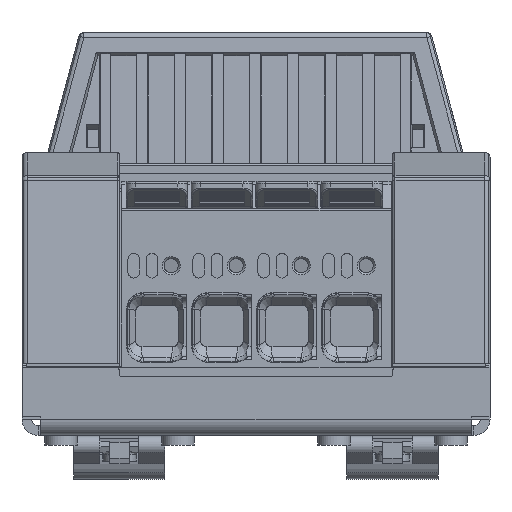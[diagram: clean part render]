
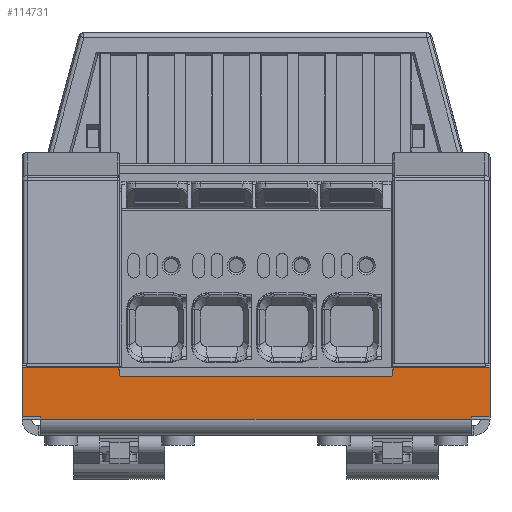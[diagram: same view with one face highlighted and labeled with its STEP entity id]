
A CAD part, front view. The second image highlights one B-rep face of the part: STEP entity #114731.
In plain terms, the highlighted planar face has unit normal (0, -1, 0).
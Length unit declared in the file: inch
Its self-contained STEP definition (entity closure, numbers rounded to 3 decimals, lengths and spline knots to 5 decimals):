
#1154 = CARTESIAN_POINT ( 'NONE',  ( 0.80906, -2.1378, -0.78742 ) ) ;
#2690 = DIRECTION ( 'NONE',  ( 1., 0., 0. ) ) ;
#6430 = ORIENTED_EDGE ( 'NONE', *, *, #47828, .T. ) ;
#7870 = CARTESIAN_POINT ( 'NONE',  ( -0.80906, -2.1378, -0.78742 ) ) ;
#8158 = AXIS2_PLACEMENT_3D ( 'NONE', #107244, #150346, #9814 ) ;
#8944 = EDGE_CURVE ( 'NONE', #11350, #153450, #65084, .T. ) ;
#8984 = CARTESIAN_POINT ( 'NONE',  ( 1.41732, -2.1378, -1.02856 ) ) ;
#9814 = DIRECTION ( 'NONE',  ( 1., 0., 0. ) ) ;
#10621 = CARTESIAN_POINT ( 'NONE',  ( 0.84843, -2.1378, -0.72836 ) ) ;
#11350 = VERTEX_POINT ( 'NONE', #21478 ) ;
#13366 = CIRCLE ( 'NONE', #190268, 0.01969 ) ;
#16270 = ORIENTED_EDGE ( 'NONE', *, *, #69753, .T. ) ;
#18967 = ORIENTED_EDGE ( 'NONE', *, *, #137225, .T. ) ;
#21202 = DIRECTION ( 'NONE',  ( 0., 0., 1. ) ) ;
#21478 = CARTESIAN_POINT ( 'NONE',  ( -0.82874, -2.1378, -0.74805 ) ) ;
#21512 = EDGE_CURVE ( 'NONE', #37511, #133037, #42146, .T. ) ;
#24066 = CARTESIAN_POINT ( 'NONE',  ( 1.30413, -2.1378, -1.02856 ) ) ;
#25910 = LINE ( 'NONE', #151039, #45447 ) ;
#26081 = VECTOR ( 'NONE', #201301, 39.37008 ) ;
#27373 = EDGE_CURVE ( 'NONE', #37511, #42729, #177163, .T. ) ;
#29070 = AXIS2_PLACEMENT_3D ( 'NONE', #136301, #164016, #151658 ) ;
#35189 = DIRECTION ( 'NONE',  ( 0., -1., 0. ) ) ;
#35362 = CARTESIAN_POINT ( 'NONE',  ( 1.41732, -2.1378, -1.04332 ) ) ;
#36089 = VERTEX_POINT ( 'NONE', #10621 ) ;
#37511 = VERTEX_POINT ( 'NONE', #58530 ) ;
#37776 = DIRECTION ( 'NONE',  ( 1., 0., 0. ) ) ;
#39930 = ORIENTED_EDGE ( 'NONE', *, *, #190255, .T. ) ;
#42146 = CIRCLE ( 'NONE', #91406, 0.01969 ) ;
#42729 = VERTEX_POINT ( 'NONE', #132822 ) ;
#43178 = EDGE_CURVE ( 'NONE', #11350, #179965, #125027, .T. ) ;
#43291 = LINE ( 'NONE', #156076, #26081 ) ;
#45447 = VECTOR ( 'NONE', #88486, 39.37008 ) ;
#45535 = CARTESIAN_POINT ( 'NONE',  ( 1.30413, -2.1378, -1.04332 ) ) ;
#47828 = EDGE_CURVE ( 'NONE', #197125, #58526, #43291, .T. ) ;
#48743 = CARTESIAN_POINT ( 'NONE',  ( -0.84843, -2.1378, -0.72836 ) ) ;
#49005 = ORIENTED_EDGE ( 'NONE', *, *, #94212, .T. ) ;
#51178 = DIRECTION ( 'NONE',  ( 1., 0., 0. ) ) ;
#51236 = VERTEX_POINT ( 'NONE', #160140 ) ;
#51497 = VECTOR ( 'NONE', #197604, 39.37008 ) ;
#53004 = CARTESIAN_POINT ( 'NONE',  ( 0.82874, -2.1378, -0.72836 ) ) ;
#53082 = DIRECTION ( 'NONE',  ( 1., 0., 0. ) ) ;
#54338 = DIRECTION ( 'NONE',  ( 0., 0., 1. ) ) ;
#56189 = DIRECTION ( 'NONE',  ( 1., 0., 0. ) ) ;
#58526 = VERTEX_POINT ( 'NONE', #24066 ) ;
#58530 = CARTESIAN_POINT ( 'NONE',  ( 0.82874, -2.1378, -0.76773 ) ) ;
#59224 = CARTESIAN_POINT ( 'NONE',  ( -1.41732, -2.1378, -0.72836 ) ) ;
#60930 = LINE ( 'NONE', #135859, #79299 ) ;
#61887 = ORIENTED_EDGE ( 'NONE', *, *, #176743, .T. ) ;
#63255 = CARTESIAN_POINT ( 'NONE',  ( -1.30413, -2.1378, -1.02856 ) ) ;
#65084 = CIRCLE ( 'NONE', #29070, 0.01969 ) ;
#67874 = EDGE_CURVE ( 'NONE', #153450, #185643, #130607, .T. ) ;
#69753 = EDGE_CURVE ( 'NONE', #170917, #197125, #94921, .T. ) ;
#70770 = CARTESIAN_POINT ( 'NONE',  ( -0.82874, -2.1378, -0.76773 ) ) ;
#72350 = CIRCLE ( 'NONE', #82172, 0.01969 ) ;
#76659 = ORIENTED_EDGE ( 'NONE', *, *, #144316, .T. ) ;
#77837 = DIRECTION ( 'NONE',  ( 0., 0., -1. ) ) ;
#78691 = VECTOR ( 'NONE', #2690, 39.37008 ) ;
#79299 = VECTOR ( 'NONE', #183030, 39.37008 ) ;
#79856 = CARTESIAN_POINT ( 'NONE',  ( -0.82874, -2.1378, -0.72836 ) ) ;
#82172 = AXIS2_PLACEMENT_3D ( 'NONE', #100369, #190725, #51178 ) ;
#87822 = CARTESIAN_POINT ( 'NONE',  ( -1.41732, -2.1378, -0.72836 ) ) ;
#87906 = VERTEX_POINT ( 'NONE', #198832 ) ;
#88139 = ORIENTED_EDGE ( 'NONE', *, *, #146500, .T. ) ;
#88473 = DIRECTION ( 'NONE',  ( -1., 0., 0. ) ) ;
#88486 = DIRECTION ( 'NONE',  ( -1., 0., 0. ) ) ;
#91406 = AXIS2_PLACEMENT_3D ( 'NONE', #146505, #160907, #37776 ) ;
#94212 = EDGE_CURVE ( 'NONE', #51236, #141149, #145650, .T. ) ;
#94921 = LINE ( 'NONE', #35362, #166451 ) ;
#95603 = ORIENTED_EDGE ( 'NONE', *, *, #21512, .T. ) ;
#96050 = CARTESIAN_POINT ( 'NONE',  ( 1.41732, -2.1378, -1.02856 ) ) ;
#100369 = CARTESIAN_POINT ( 'NONE',  ( -0.80906, -2.1378, -0.76773 ) ) ;
#101246 = ORIENTED_EDGE ( 'NONE', *, *, #67874, .T. ) ;
#103281 = LINE ( 'NONE', #196672, #201963 ) ;
#106186 = LINE ( 'NONE', #8984, #141773 ) ;
#107244 = CARTESIAN_POINT ( 'NONE',  ( 1.41732, -2.1378, -0.96458 ) ) ;
#114731 = ADVANCED_FACE ( 'NONE', ( #121617 ), #184198, .F. ) ;
#116909 = VECTOR ( 'NONE', #77837, 39.37008 ) ;
#121617 = FACE_OUTER_BOUND ( 'NONE', #134045, .T. ) ;
#125027 = LINE ( 'NONE', #79856, #116909 ) ;
#127934 = EDGE_CURVE ( 'NONE', #196583, #133037, #103281, .T. ) ;
#130607 = LINE ( 'NONE', #196225, #162798 ) ;
#130989 = ORIENTED_EDGE ( 'NONE', *, *, #27373, .F. ) ;
#132822 = CARTESIAN_POINT ( 'NONE',  ( 0.82874, -2.1378, -0.74805 ) ) ;
#133037 = VERTEX_POINT ( 'NONE', #1154 ) ;
#134045 = EDGE_LOOP ( 'NONE', ( #188020, #76659, #130989, #95603, #148293, #39930, #187282, #139762, #101246, #61887, #88139, #18967, #16270, #6430, #144086, #49005 ) ) ;
#135859 = CARTESIAN_POINT ( 'NONE',  ( -1.30413, -2.1378, -0.96458 ) ) ;
#136301 = CARTESIAN_POINT ( 'NONE',  ( -0.84843, -2.1378, -0.74805 ) ) ;
#137225 = EDGE_CURVE ( 'NONE', #180705, #170917, #60930, .T. ) ;
#139762 = ORIENTED_EDGE ( 'NONE', *, *, #8944, .T. ) ;
#141149 = VERTEX_POINT ( 'NONE', #154149 ) ;
#141773 = VECTOR ( 'NONE', #56189, 39.37008 ) ;
#141941 = DIRECTION ( 'NONE',  ( 1., 0., 0. ) ) ;
#144086 = ORIENTED_EDGE ( 'NONE', *, *, #187883, .T. ) ;
#144111 = DIRECTION ( 'NONE',  ( 1., 0., 0. ) ) ;
#144316 = EDGE_CURVE ( 'NONE', #36089, #42729, #13366, .T. ) ;
#145650 = LINE ( 'NONE', #194903, #169259 ) ;
#146500 = EDGE_CURVE ( 'NONE', #87906, #180705, #106186, .T. ) ;
#146505 = CARTESIAN_POINT ( 'NONE',  ( 0.80906, -2.1378, -0.76773 ) ) ;
#147294 = CARTESIAN_POINT ( 'NONE',  ( -1.30413, -2.1378, -1.04332 ) ) ;
#148293 = ORIENTED_EDGE ( 'NONE', *, *, #127934, .F. ) ;
#150346 = DIRECTION ( 'NONE',  ( 0., 1., 0. ) ) ;
#151039 = CARTESIAN_POINT ( 'NONE',  ( 1.41732, -2.1378, -0.72836 ) ) ;
#151658 = DIRECTION ( 'NONE',  ( 1., 0., 0. ) ) ;
#153450 = VERTEX_POINT ( 'NONE', #48743 ) ;
#154149 = CARTESIAN_POINT ( 'NONE',  ( 1.41732, -2.1378, -0.72836 ) ) ;
#154575 = LINE ( 'NONE', #96050, #78691 ) ;
#156076 = CARTESIAN_POINT ( 'NONE',  ( 1.30413, -2.1378, -0.96458 ) ) ;
#160140 = CARTESIAN_POINT ( 'NONE',  ( 1.41732, -2.1378, -1.02856 ) ) ;
#160907 = DIRECTION ( 'NONE',  ( 0., 1., 0. ) ) ;
#162798 = VECTOR ( 'NONE', #88473, 39.37008 ) ;
#164016 = DIRECTION ( 'NONE',  ( 0., -1., 0. ) ) ;
#166451 = VECTOR ( 'NONE', #144111, 39.37008 ) ;
#169259 = VECTOR ( 'NONE', #54338, 39.37008 ) ;
#170917 = VERTEX_POINT ( 'NONE', #147294 ) ;
#175759 = CARTESIAN_POINT ( 'NONE',  ( 0.84843, -2.1378, -0.74805 ) ) ;
#176743 = EDGE_CURVE ( 'NONE', #185643, #87906, #179161, .T. ) ;
#177163 = LINE ( 'NONE', #53004, #187827 ) ;
#179161 = LINE ( 'NONE', #87822, #51497 ) ;
#179965 = VERTEX_POINT ( 'NONE', #70770 ) ;
#180705 = VERTEX_POINT ( 'NONE', #63255 ) ;
#183030 = DIRECTION ( 'NONE',  ( 0., 0., -1. ) ) ;
#184198 = PLANE ( 'NONE',  #8158 ) ;
#185643 = VERTEX_POINT ( 'NONE', #59224 ) ;
#186303 = EDGE_CURVE ( 'NONE', #141149, #36089, #25910, .T. ) ;
#187282 = ORIENTED_EDGE ( 'NONE', *, *, #43178, .F. ) ;
#187827 = VECTOR ( 'NONE', #21202, 39.37008 ) ;
#187883 = EDGE_CURVE ( 'NONE', #58526, #51236, #154575, .T. ) ;
#188020 = ORIENTED_EDGE ( 'NONE', *, *, #186303, .T. ) ;
#190255 = EDGE_CURVE ( 'NONE', #196583, #179965, #72350, .T. ) ;
#190268 = AXIS2_PLACEMENT_3D ( 'NONE', #175759, #35189, #141941 ) ;
#190725 = DIRECTION ( 'NONE',  ( 0., 1., 0. ) ) ;
#194903 = CARTESIAN_POINT ( 'NONE',  ( 1.41732, -2.1378, -1.02856 ) ) ;
#196225 = CARTESIAN_POINT ( 'NONE',  ( 1.41732, -2.1378, -0.72836 ) ) ;
#196583 = VERTEX_POINT ( 'NONE', #7870 ) ;
#196672 = CARTESIAN_POINT ( 'NONE',  ( 0.82874, -2.1378, -0.78742 ) ) ;
#197125 = VERTEX_POINT ( 'NONE', #45535 ) ;
#197604 = DIRECTION ( 'NONE',  ( 0., 0., -1. ) ) ;
#198832 = CARTESIAN_POINT ( 'NONE',  ( -1.41732, -2.1378, -1.02856 ) ) ;
#201301 = DIRECTION ( 'NONE',  ( 0., 0., 1. ) ) ;
#201963 = VECTOR ( 'NONE', #53082, 39.37008 ) ;
